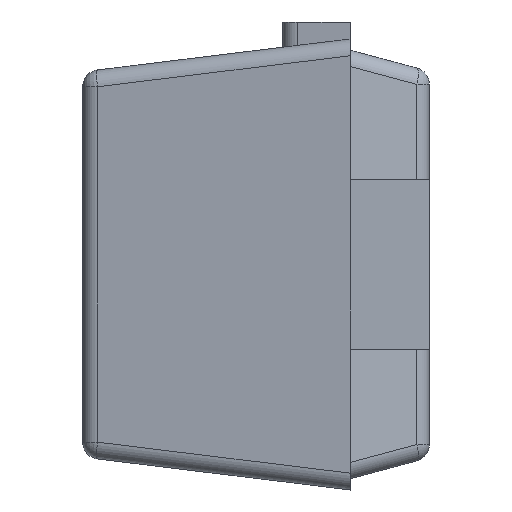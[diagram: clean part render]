
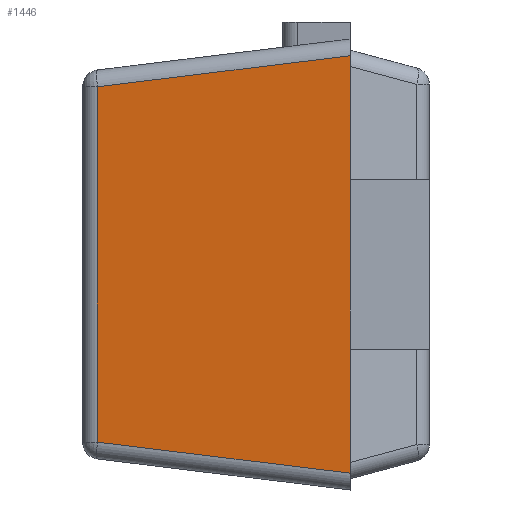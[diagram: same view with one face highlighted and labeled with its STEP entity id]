
A CAD part, left-side view. The second image highlights one B-rep face of the part: STEP entity #1446.
In plain terms, the highlighted planar face has unit normal (-0.993, 0.122, 0).
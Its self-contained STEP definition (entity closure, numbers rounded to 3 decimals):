
#80 = CARTESIAN_POINT ( 'NONE',  ( 0., 0., -0.03 ) ) ;
#83 = VERTEX_POINT ( 'NONE', #3816 ) ;
#251 = VECTOR ( 'NONE', #632, 1000. ) ;
#541 = VECTOR ( 'NONE', #3830, 1000. ) ;
#632 = DIRECTION ( 'NONE',  ( -0.121, -0.985, -0.121 ) ) ;
#941 = EDGE_LOOP ( 'NONE', ( #1283, #2508, #3373, #1929 ) ) ;
#944 = DIRECTION ( 'NONE',  ( 0., 0., -1. ) ) ;
#982 = PLANE ( 'NONE',  #2777 ) ;
#1161 = EDGE_CURVE ( 'NONE', #3074, #3655, #1410, .T. ) ;
#1163 = CARTESIAN_POINT ( 'NONE',  ( 0.011, 0.092, -0.759 ) ) ;
#1210 = CARTESIAN_POINT ( 'NONE',  ( 0.055, 0.449, 0. ) ) ;
#1283 = ORIENTED_EDGE ( 'NONE', *, *, #2163, .T. ) ;
#1410 = LINE ( 'NONE', #3733, #3172 ) ;
#1446 = ADVANCED_FACE ( 'NONE', ( #2728 ), #982, .T. ) ;
#1633 = VERTEX_POINT ( 'NONE', #3209 ) ;
#1698 = EDGE_CURVE ( 'NONE', #83, #3074, #2188, .T. ) ;
#1756 = CARTESIAN_POINT ( 'NONE',  ( 0.055, 0.449, -0.085 ) ) ;
#1929 = ORIENTED_EDGE ( 'NONE', *, *, #1161, .T. ) ;
#2088 = EDGE_CURVE ( 'NONE', #1633, #83, #3535, .T. ) ;
#2163 = EDGE_CURVE ( 'NONE', #3655, #1633, #3937, .T. ) ;
#2188 = LINE ( 'NONE', #2276, #541 ) ;
#2276 = CARTESIAN_POINT ( 'NONE',  ( 0., 0., 0. ) ) ;
#2508 = ORIENTED_EDGE ( 'NONE', *, *, #2088, .T. ) ;
#2728 = FACE_OUTER_BOUND ( 'NONE', #941, .T. ) ;
#2777 = AXIS2_PLACEMENT_3D ( 'NONE', #3374, #3158, #3416 ) ;
#3074 = VERTEX_POINT ( 'NONE', #80 ) ;
#3158 = DIRECTION ( 'NONE',  ( -0.993, 0.122, 0. ) ) ;
#3172 = VECTOR ( 'NONE', #3855, 1000. ) ;
#3209 = CARTESIAN_POINT ( 'NONE',  ( 0.055, 0.449, -0.715 ) ) ;
#3373 = ORIENTED_EDGE ( 'NONE', *, *, #1698, .T. ) ;
#3374 = CARTESIAN_POINT ( 'NONE',  ( 0., 0., 0. ) ) ;
#3416 = DIRECTION ( 'NONE',  ( -0.122, -0.993, 0. ) ) ;
#3535 = LINE ( 'NONE', #1163, #251 ) ;
#3655 = VERTEX_POINT ( 'NONE', #1756 ) ;
#3733 = CARTESIAN_POINT ( 'NONE',  ( 0., -0.004, -0.029 ) ) ;
#3816 = CARTESIAN_POINT ( 'NONE',  ( 0., 0., -0.77 ) ) ;
#3830 = DIRECTION ( 'NONE',  ( 0., 0., 1. ) ) ;
#3851 = VECTOR ( 'NONE', #944, 1000. ) ;
#3855 = DIRECTION ( 'NONE',  ( 0.121, 0.985, -0.121 ) ) ;
#3937 = LINE ( 'NONE', #1210, #3851 ) ;
